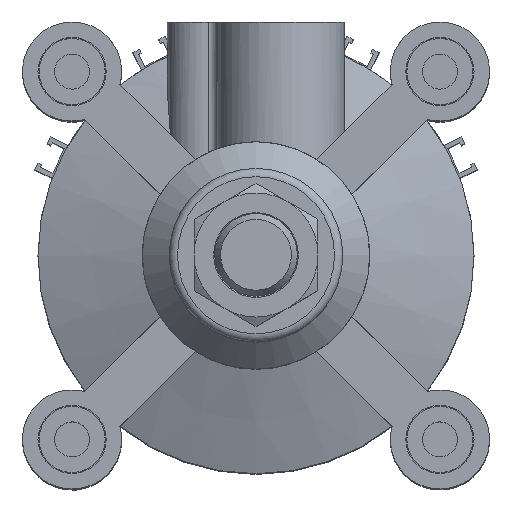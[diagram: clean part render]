
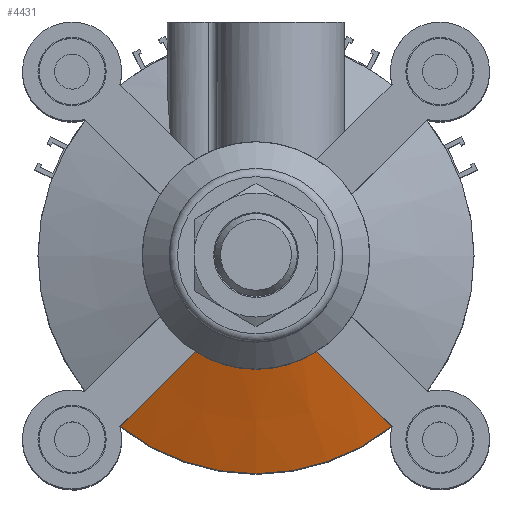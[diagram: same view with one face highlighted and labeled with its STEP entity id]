
A CAD part, top view. The second image highlights one B-rep face of the part: STEP entity #4431.
In plain terms, the highlighted conical face has half-angle 70 degrees and reference radius 40.125 mm.
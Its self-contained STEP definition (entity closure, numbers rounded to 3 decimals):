
#4138=CARTESIAN_POINT('',(-23.22,19.19,14.734));
#4139=VERTEX_POINT('',#4138);
#4244=CARTESIAN_POINT('',(-23.22,19.19,-14.734));
#4245=VERTEX_POINT('',#4244);
#4252=CARTESIAN_POINT('',(0.0,19.19,0.0));
#4253=DIRECTION('',(0.0,1.0,0.0));
#4254=DIRECTION('',(-1.0,0.0,0.0));
#4255=AXIS2_PLACEMENT_3D('',#4252,#4253,#4254);
#4256=CIRCLE('',#4255,27.5);
#4257=EDGE_CURVE('',#4245,#4139,#4256,.T.);
#4267=CARTESIAN_POINT('',(-41.3,10.0,-32.815));
#4268=VERTEX_POINT('',#4267);
#4269=CARTESIAN_POINT('',(-23.22,19.19,-14.734));
#4270=CARTESIAN_POINT('',(-29.416,16.078,-20.93));
#4271=CARTESIAN_POINT('',(-41.3,10.,-32.815));
#4279=(BOUNDED_CURVE()B_SPLINE_CURVE(2,(#4269,#4270,#4271),.UNSPECIFIED.,.F.,.U.)B_SPLINE_CURVE_WITH_KNOTS((3,3),(0.0,2.717),.UNSPECIFIED.)CURVE()GEOMETRIC_REPRESENTATION_ITEM()RATIONAL_B_SPLINE_CURVE((1.0,1.055,1.0))REPRESENTATION_ITEM(''));
#4280=EDGE_CURVE('',#4245,#4268,#4279,.T.);
#4400=CARTESIAN_POINT('',(0.0,14.595,0.0));
#4401=DIRECTION('',(0.0,-1.0,0.0));
#4402=DIRECTION('',(-1.0,0.0,0.0));
#4403=AXIS2_PLACEMENT_3D('',#4400,#4401,#4402);
#4404=CONICAL_SURFACE('',#4403,40.125,70.);
#4405=CARTESIAN_POINT('',(-41.3,10.0,32.815));
#4406=VERTEX_POINT('',#4405);
#4407=CARTESIAN_POINT('',(0.0,10.0,0.0));
#4408=DIRECTION('',(0.0,1.0,0.0));
#4409=DIRECTION('',(-1.0,0.0,0.0));
#4410=AXIS2_PLACEMENT_3D('',#4407,#4408,#4409);
#4411=CIRCLE('',#4410,52.75);
#4412=EDGE_CURVE('',#4268,#4406,#4411,.T.);
#4413=ORIENTED_EDGE('',*,*,#4412,.T.);
#4414=CARTESIAN_POINT('',(-41.3,10.0,32.815));
#4415=CARTESIAN_POINT('',(-29.416,16.078,20.93));
#4416=CARTESIAN_POINT('',(-23.22,19.19,14.734));
#4424=(BOUNDED_CURVE()B_SPLINE_CURVE(2,(#4414,#4415,#4416),.UNSPECIFIED.,.F.,.U.)B_SPLINE_CURVE_WITH_KNOTS((3,3),(0.001,2.718),.UNSPECIFIED.)CURVE()GEOMETRIC_REPRESENTATION_ITEM()RATIONAL_B_SPLINE_CURVE((1.,1.055,1.0))REPRESENTATION_ITEM(''));
#4425=EDGE_CURVE('',#4406,#4139,#4424,.T.);
#4426=ORIENTED_EDGE('',*,*,#4425,.T.);
#4427=ORIENTED_EDGE('',*,*,#4257,.F.);
#4428=ORIENTED_EDGE('',*,*,#4280,.T.);
#4429=EDGE_LOOP('',(#4413,#4426,#4427,#4428));
#4430=FACE_OUTER_BOUND('',#4429,.T.);
#4431=ADVANCED_FACE('',(#4430),#4404,.T.);
